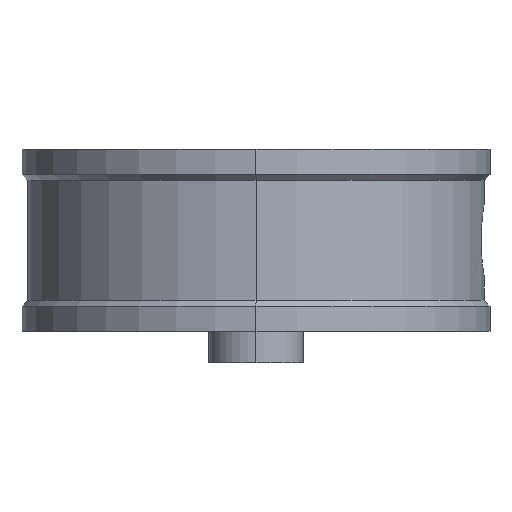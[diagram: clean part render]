
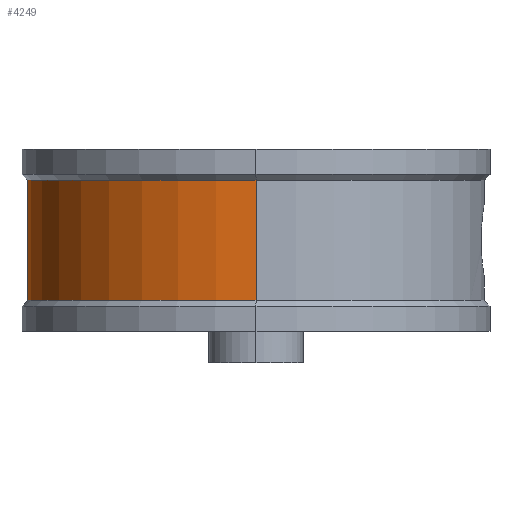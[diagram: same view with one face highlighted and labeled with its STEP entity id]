
A CAD part, left-side view. The second image highlights one B-rep face of the part: STEP entity #4249.
In plain terms, the highlighted cylindrical face has radius 46.038 mm (diameter 92.075 mm), a partial arc.
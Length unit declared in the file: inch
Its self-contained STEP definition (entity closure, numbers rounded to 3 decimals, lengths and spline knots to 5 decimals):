
#39 = EDGE_CURVE ( 'NONE', #2696, #1969, #3059, .T. ) ;
#282 = DIRECTION ( 'NONE',  ( -1., 0., 0. ) ) ;
#317 = DIRECTION ( 'NONE',  ( 0., 0., -1. ) ) ;
#320 = CARTESIAN_POINT ( 'NONE',  ( 1.9125, 1.9125, -0.0475 ) ) ;
#407 = CARTESIAN_POINT ( 'NONE',  ( 0.1, 1.9125, -1.0025 ) ) ;
#544 = EDGE_CURVE ( 'NONE', #6346, #2136, #4112, .T. ) ;
#579 = ORIENTED_EDGE ( 'NONE', *, *, #2168, .F. ) ;
#685 = CARTESIAN_POINT ( 'NONE',  ( 0.1, 1.9125, -1.25 ) ) ;
#692 = DIRECTION ( 'NONE',  ( 0., 0., -1. ) ) ;
#710 = FACE_OUTER_BOUND ( 'NONE', #1452, .T. ) ;
#722 = CARTESIAN_POINT ( 'NONE',  ( 3.725, 1.9125, -0.0475 ) ) ;
#886 = DIRECTION ( 'NONE',  ( 0., 0., -1. ) ) ;
#902 = DIRECTION ( 'NONE',  ( -1., 0., 0. ) ) ;
#904 = LINE ( 'NONE', #6225, #2396 ) ;
#920 = AXIS2_PLACEMENT_3D ( 'NONE', #320, #317, #282 ) ;
#1365 = AXIS2_PLACEMENT_3D ( 'NONE', #5045, #886, #902 ) ;
#1452 = EDGE_LOOP ( 'NONE', ( #3806, #7042, #5085, #579 ) ) ;
#1969 = VERTEX_POINT ( 'NONE', #5442 ) ;
#2136 = VERTEX_POINT ( 'NONE', #722 ) ;
#2168 = EDGE_CURVE ( 'NONE', #6346, #2696, #4598, .T. ) ;
#2396 = VECTOR ( 'NONE', #7532, 39.37008 ) ;
#2668 = AXIS2_PLACEMENT_3D ( 'NONE', #4184, #4295, #4205 ) ;
#2696 = VERTEX_POINT ( 'NONE', #407 ) ;
#3059 = CIRCLE ( 'NONE', #1365, 1.8125 ) ;
#3806 = ORIENTED_EDGE ( 'NONE', *, *, #544, .T. ) ;
#4112 = CIRCLE ( 'NONE', #920, 1.8125 ) ;
#4184 = CARTESIAN_POINT ( 'NONE',  ( 1.9125, 1.9125, -1.25 ) ) ;
#4205 = DIRECTION ( 'NONE',  ( -1., 0., 0. ) ) ;
#4249 = ADVANCED_FACE ( 'NONE', ( #710 ), #6997, .T. ) ;
#4295 = DIRECTION ( 'NONE',  ( 0., 0., -1. ) ) ;
#4598 = LINE ( 'NONE', #685, #6237 ) ;
#5045 = CARTESIAN_POINT ( 'NONE',  ( 1.9125, 1.9125, -1.0025 ) ) ;
#5085 = ORIENTED_EDGE ( 'NONE', *, *, #39, .F. ) ;
#5442 = CARTESIAN_POINT ( 'NONE',  ( 3.725, 1.9125, -1.0025 ) ) ;
#6225 = CARTESIAN_POINT ( 'NONE',  ( 3.725, 1.9125, -1.25 ) ) ;
#6237 = VECTOR ( 'NONE', #692, 39.37008 ) ;
#6346 = VERTEX_POINT ( 'NONE', #6747 ) ;
#6747 = CARTESIAN_POINT ( 'NONE',  ( 0.1, 1.9125, -0.0475 ) ) ;
#6997 = CYLINDRICAL_SURFACE ( 'NONE', #2668, 1.8125 ) ;
#7042 = ORIENTED_EDGE ( 'NONE', *, *, #7191, .T. ) ;
#7191 = EDGE_CURVE ( 'NONE', #2136, #1969, #904, .T. ) ;
#7532 = DIRECTION ( 'NONE',  ( 0., 0., -1. ) ) ;
